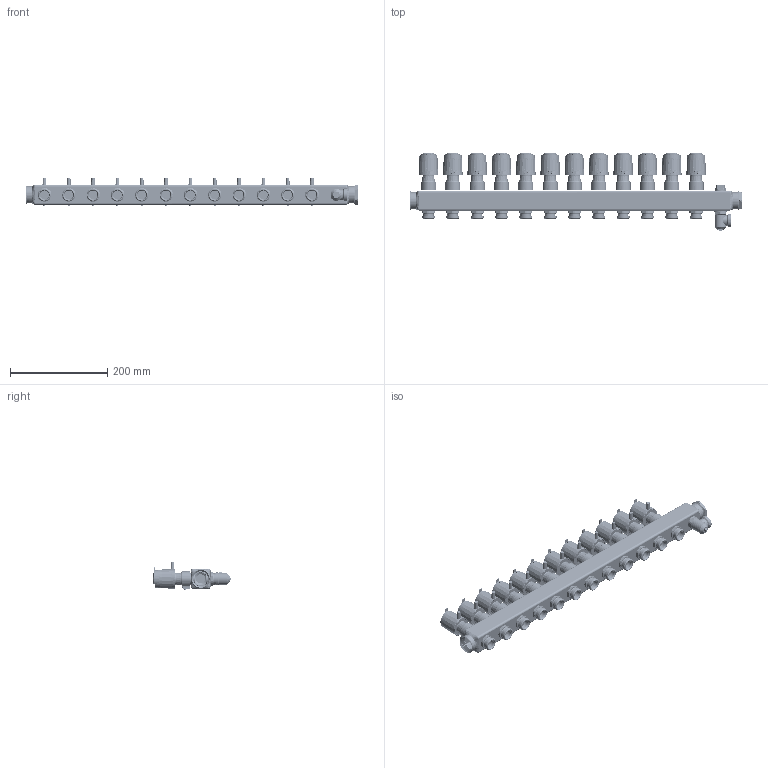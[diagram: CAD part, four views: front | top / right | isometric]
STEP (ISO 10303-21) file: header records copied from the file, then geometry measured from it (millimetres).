
FILE_DESCRIPTION((''),'2;1');
FILE_NAME('SSM_MANIFOLD_R_088U0762_3D_STEP_ASM','2021-08-23T15:04:44',('U240466'),('Danfoss'),'CREO PARAMETRIC BY PTC INC, 2020342','CREO PARAMETRIC BY PTC INC, 2020342','');
FILE_SCHEMA(('CONFIG_CONTROL_DESIGN'));
Length unit declared in the file: millimetre
Products named in the file (13): TWA_RA_SHRINKWRAP_1_1; TWA_RA_SHRINKWRAP_1_2; TWA_RA_SHRINKWRAP_1_ASM; BIV-JIETOU_1; SSM_MANIFOLD_12L_1; 088U7086_1_1; 088U7086_1_2; 088U7086_1_ASM; 088U7016_PROP_1; 088U7022_1; SSM_PLUG_ASM_1_ASM; SSMANIFOLD_RETURN_12L_ASM_1_ASM; SSM_MANIFOLD_R_088U0762_3D_STEP_ASM
Assembly tree (34 placements, depth 4):
  SSM_MANIFOLD_R_088U0762_3D_STEP_ASM
    SSMANIFOLD_RETURN_12L_ASM_1_ASM
      TWA_RA_SHRINKWRAP_1_ASM  x12
        TWA_RA_SHRINKWRAP_1_1
        TWA_RA_SHRINKWRAP_1_2
      BIV-JIETOU_1  x12
      SSM_MANIFOLD_12L_1
      088U7086_1_ASM
        088U7086_1_1
        088U7086_1_2
      SSM_PLUG_ASM_1_ASM
        088U7016_PROP_1
        088U7022_1
Bounding box: 682.3 x 160.35 x 58.15 mm (x, y, z)
Volume: 636222 mm3; surface area: 673269 mm2
Topology: 41 solids, 48 shells, 11643 faces, 34048 edges, 22362 vertices
Faces by surface type: plane 4224, cylinder 3039, cone 2442, torus 1235, bspline 557, sphere 122, extrusion 24
Entity records: 144333 total; most frequent: CARTESIAN_POINT 95749, ORIENTED_EDGE 11036, DIRECTION 9028, EDGE_CURVE 5520, AXIS2_PLACEMENT_3D 3750, VERTEX_POINT 3607, EDGE_LOOP 2147, B_SPLINE_CURVE_WITH_KNOTS 2040
